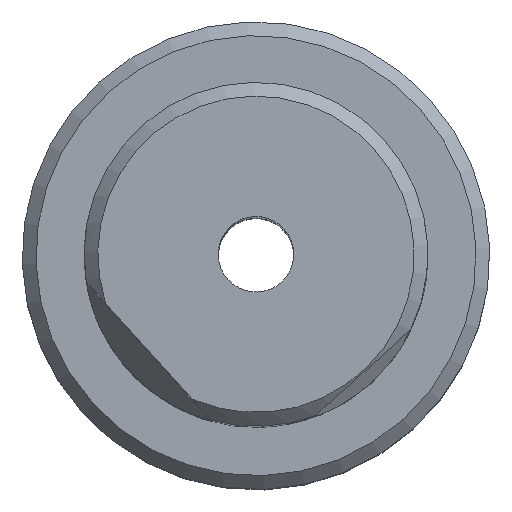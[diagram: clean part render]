
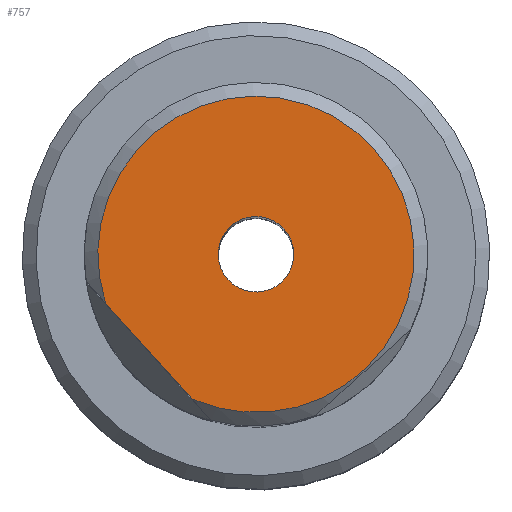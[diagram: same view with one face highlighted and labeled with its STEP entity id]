
A CAD part, top view. The second image highlights one B-rep face of the part: STEP entity #757.
In plain terms, the highlighted planar face has unit normal (0, 0, 1).
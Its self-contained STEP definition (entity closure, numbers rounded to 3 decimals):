
#34=LINE('',#1485,#44);
#44=VECTOR('',#1136,1000.);
#90=PLANE('',#894);
#229=ORIENTED_EDGE('',*,*,#309,.T.);
#230=ORIENTED_EDGE('',*,*,#320,.F.);
#231=ORIENTED_EDGE('',*,*,#315,.F.);
#309=EDGE_CURVE('',#386,#386,#443,.T.);
#315=EDGE_CURVE('',#390,#391,#34,.T.);
#320=EDGE_CURVE('',#391,#390,#447,.T.);
#386=VERTEX_POINT('',#1456);
#390=VERTEX_POINT('',#1484);
#391=VERTEX_POINT('',#1486);
#443=CIRCLE('',#878,2.746);
#447=CIRCLE('',#895,11.5);
#561=EDGE_LOOP('',(#229));
#562=EDGE_LOOP('',(#230,#231));
#679=FACE_BOUND('',#561,.T.);
#680=FACE_BOUND('',#562,.T.);
#757=ADVANCED_FACE('',(#679,#680),#90,.T.);
#878=AXIS2_PLACEMENT_3D('',#1455,#1113,#1114);
#894=AXIS2_PLACEMENT_3D('',#1508,#1150,#1151);
#895=AXIS2_PLACEMENT_3D('',#1509,#1152,#1153);
#1113=DIRECTION('',(0.,0.,-1.));
#1114=DIRECTION('',(-0.669,0.743,0.));
#1136=DIRECTION('',(-0.669,0.743,0.));
#1150=DIRECTION('',(0.,0.,1.));
#1151=DIRECTION('',(0.669,-0.743,0.));
#1152=DIRECTION('',(0.,0.,-1.));
#1153=DIRECTION('',(0.743,0.669,0.));
#1455=CARTESIAN_POINT('',(0.,0.,56.962));
#1456=CARTESIAN_POINT('',(-1.838,2.04,56.962));
#1484=CARTESIAN_POINT('',(-4.661,-10.513,56.962));
#1485=CARTESIAN_POINT('',(-7.801,-7.028,56.962));
#1486=CARTESIAN_POINT('',(-10.94,-3.544,56.962));
#1508=CARTESIAN_POINT('',(4.272,3.849,56.962));
#1509=CARTESIAN_POINT('',(0.,0.,56.962));
